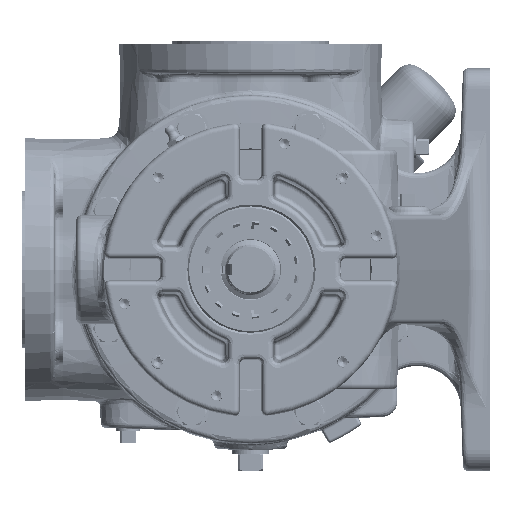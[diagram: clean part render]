
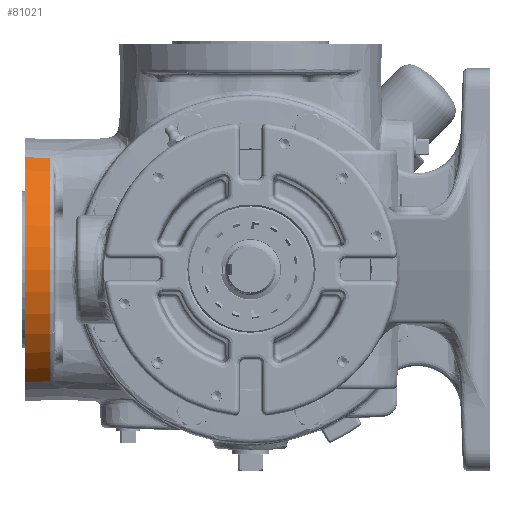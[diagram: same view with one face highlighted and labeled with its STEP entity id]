
A CAD part, left-side view. The second image highlights one B-rep face of the part: STEP entity #81021.
In plain terms, the highlighted conical face has half-angle 2 degrees and reference radius 76.466 mm.
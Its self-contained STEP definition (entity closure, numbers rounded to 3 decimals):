
#6018 = EDGE_LOOP ( 'NONE', ( #423646, #244269, #466100, #37575 ) ) ;
#21196 = FACE_OUTER_BOUND ( 'NONE', #6018, .T. ) ;
#37053 = CARTESIAN_POINT ( 'NONE',  ( 31.778, 131.826, -65.562 ) ) ;
#37575 = ORIENTED_EDGE ( 'NONE', *, *, #397219, .T. ) ;
#42855 = DIRECTION ( 'NONE',  ( 1., 0., 0. ) ) ;
#62608 = CARTESIAN_POINT ( 'NONE',  ( 32.077, 117.242, 65.147 ) ) ;
#78027 = CARTESIAN_POINT ( 'NONE',  ( 31.877, 126.965, -65.423 ) ) ;
#80457 = CARTESIAN_POINT ( 'NONE',  ( 31.977, 122.103, -65.285 ) ) ;
#81021 = ADVANCED_FACE ( 'Defeatured_0_4532', ( #21196 ), #239059, .T. ) ;
#110470 = CIRCLE ( 'NONE', #380236, 76.2 ) ;
#114896 = EDGE_CURVE ( 'NONE', #353055, #188657, #110470, .T. ) ;
#147666 = VERTEX_POINT ( 'NONE', #382809 ) ;
#149121 = DIRECTION ( 'NONE',  ( -1., 0., 0. ) ) ;
#158707 = CARTESIAN_POINT ( 'NONE',  ( 70.612, 131.826, 0. ) ) ;
#160775 = CARTESIAN_POINT ( 'NONE',  ( 31.778, 131.826, 65.562 ) ) ;
#168468 = DIRECTION ( 'NONE',  ( 0., 1., 0. ) ) ;
#184421 = VERTEX_POINT ( 'NONE', #208627 ) ;
#188657 = VERTEX_POINT ( 'NONE', #160775 ) ;
#191530 = CARTESIAN_POINT ( 'NONE',  ( 32.077, 117.242, -65.147 ) ) ;
#192618 = AXIS2_PLACEMENT_3D ( 'NONE', #347185, #168468, #315677 ) ;
#208461 = EDGE_CURVE ( 'NONE', #184421, #147666, #247895, .T. ) ;
#208627 = CARTESIAN_POINT ( 'NONE',  ( 32.077, 117.242, -65.147 ) ) ;
#209407 = AXIS2_PLACEMENT_3D ( 'NONE', #294006, #253015, #149121 ) ;
#230453 = B_SPLINE_CURVE_WITH_KNOTS ( 'NONE', 3,
 ( #37053, #78027, #80457, #191530 ),
 .UNSPECIFIED., .F., .F.,
 ( 4, 4 ),
 ( 0.008, 0.022 ),
 .UNSPECIFIED. ) ;
#239059 = CONICAL_SURFACE ( 'NONE', #192618, 76.466, 0.035 ) ;
#243650 = CARTESIAN_POINT ( 'NONE',  ( 31.778, 131.826, 65.562 ) ) ;
#244269 = ORIENTED_EDGE ( 'NONE', *, *, #407053, .T. ) ;
#247895 = CIRCLE ( 'NONE', #209407, 75.691 ) ;
#253015 = DIRECTION ( 'NONE',  ( 0., 1., 0. ) ) ;
#282019 = B_SPLINE_CURVE_WITH_KNOTS ( 'NONE', 3,
 ( #62608, #386142, #465627, #243650 ),
 .UNSPECIFIED., .F., .F.,
 ( 4, 4 ),
 ( 0., 0.015 ),
 .UNSPECIFIED. ) ;
#294006 = CARTESIAN_POINT ( 'NONE',  ( 70.612, 117.242, 0. ) ) ;
#315677 = DIRECTION ( 'NONE',  ( 1., 0., 0. ) ) ;
#347185 = CARTESIAN_POINT ( 'NONE',  ( 70.612, 139.446, 0. ) ) ;
#353055 = VERTEX_POINT ( 'NONE', #430534 ) ;
#380236 = AXIS2_PLACEMENT_3D ( 'NONE', #158707, #450738, #42855 ) ;
#382809 = CARTESIAN_POINT ( 'NONE',  ( 32.077, 117.242, 65.147 ) ) ;
#386142 = CARTESIAN_POINT ( 'NONE',  ( 31.977, 122.103, 65.285 ) ) ;
#397219 = EDGE_CURVE ( 'NONE', #147666, #188657, #282019, .T. ) ;
#407053 = EDGE_CURVE ( 'NONE', #353055, #184421, #230453, .T. ) ;
#423646 = ORIENTED_EDGE ( 'NONE', *, *, #114896, .F. ) ;
#430534 = CARTESIAN_POINT ( 'NONE',  ( 31.778, 131.826, -65.562 ) ) ;
#450738 = DIRECTION ( 'NONE',  ( 0., 1., 0. ) ) ;
#465627 = CARTESIAN_POINT ( 'NONE',  ( 31.877, 126.965, 65.423 ) ) ;
#466100 = ORIENTED_EDGE ( 'NONE', *, *, #208461, .T. ) ;
